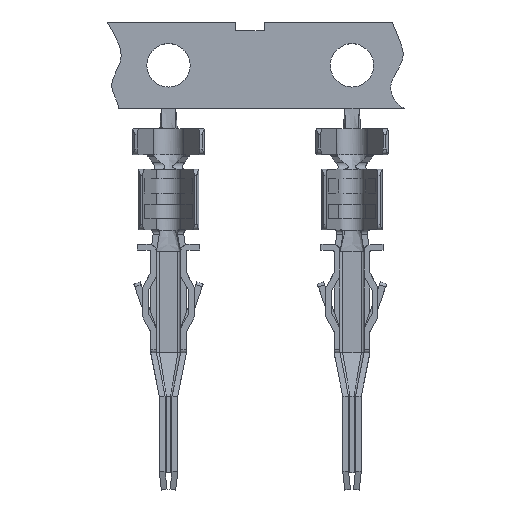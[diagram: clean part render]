
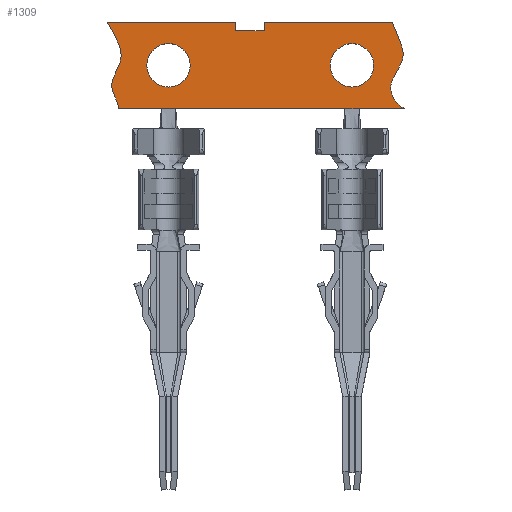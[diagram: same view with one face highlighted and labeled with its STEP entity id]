
A CAD part, top view. The second image highlights one B-rep face of the part: STEP entity #1309.
In plain terms, the highlighted planar face has unit normal (0, 0, 1).
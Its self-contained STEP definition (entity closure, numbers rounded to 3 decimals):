
#1309 = ADVANCED_FACE( '', ( #2710, #2711, #2712 ), #2713, .T. );
#2710 = FACE_BOUND( '', #5378, .T. );
#2711 = FACE_BOUND( '', #5379, .T. );
#2712 = FACE_OUTER_BOUND( '', #5380, .T. );
#2713 = PLANE( '', #5381 );
#5378 = EDGE_LOOP( '', ( #9526 ) );
#5379 = EDGE_LOOP( '', ( #9527 ) );
#5380 = EDGE_LOOP( '', ( #9528, #9529, #9530, #9531, #9532, #9533, #9534, #9535, #9536, #9537, #9538, #9539 ) );
#5381 = AXIS2_PLACEMENT_3D( '', #9540, #9541, #9542 );
#9526 = ORIENTED_EDGE( '', *, *, #11900, .T. );
#9527 = ORIENTED_EDGE( '', *, *, #11872, .T. );
#9528 = ORIENTED_EDGE( '', *, *, #10820, .T. );
#9529 = ORIENTED_EDGE( '', *, *, #12202, .T. );
#9530 = ORIENTED_EDGE( '', *, *, #12018, .T. );
#9531 = ORIENTED_EDGE( '', *, *, #12203, .F. );
#9532 = ORIENTED_EDGE( '', *, *, #10675, .T. );
#9533 = ORIENTED_EDGE( '', *, *, #11189, .T. );
#9534 = ORIENTED_EDGE( '', *, *, #11422, .T. );
#9535 = ORIENTED_EDGE( '', *, *, #12027, .T. );
#9536 = ORIENTED_EDGE( '', *, *, #12204, .T. );
#9537 = ORIENTED_EDGE( '', *, *, #10895, .T. );
#9538 = ORIENTED_EDGE( '', *, *, #11585, .T. );
#9539 = ORIENTED_EDGE( '', *, *, #12205, .T. );
#9540 = CARTESIAN_POINT( '', ( -3.175, 0.7, -0.002 ) );
#9541 = DIRECTION( '', ( 0., 0., 1. ) );
#9542 = DIRECTION( '', ( 1., 0., 0. ) );
#10675 = EDGE_CURVE( '', #12708, #12709, #12710, .T. );
#10820 = EDGE_CURVE( '', #12954, #12955, #12956, .T. );
#10895 = EDGE_CURVE( '', #13080, #13084, #13086, .T. );
#11189 = EDGE_CURVE( '', #12709, #13564, #13566, .F. );
#11422 = EDGE_CURVE( '', #13564, #13930, #13931, .T. );
#11585 = EDGE_CURVE( '', #13084, #14169, #14171, .T. );
#11872 = EDGE_CURVE( '', #14562, #14562, #14563, .T. );
#11900 = EDGE_CURVE( '', #14601, #14601, #14602, .T. );
#12018 = EDGE_CURVE( '', #14745, #14749, #14751, .T. );
#12027 = EDGE_CURVE( '', #13930, #14570, #14762, .F. );
#12202 = EDGE_CURVE( '', #12955, #14745, #14957, .T. );
#12203 = EDGE_CURVE( '', #12708, #14749, #14958, .T. );
#12204 = EDGE_CURVE( '', #14570, #13080, #14959, .T. );
#12205 = EDGE_CURVE( '', #14169, #12954, #14960, .T. );
#12708 = VERTEX_POINT( '', #15817 );
#12709 = VERTEX_POINT( '', #15818 );
#12710 = LINE( '', #15819, #15820 );
#12954 = VERTEX_POINT( '', #16247 );
#12955 = VERTEX_POINT( '', #16248 );
#12956 = LINE( '', #16249, #16250 );
#13080 = VERTEX_POINT( '', #16459 );
#13084 = VERTEX_POINT( '', #16469 );
#13086 = B_SPLINE_CURVE_WITH_KNOTS( '', 3, ( #16472, #16473, #16474, #16475, #16476, #16477 ), .UNSPECIFIED., .F., .F., ( 4, 1, 1, 4 ), ( 0., 0.333, 0.67, 1. ), .UNSPECIFIED. );
#13564 = VERTEX_POINT( '', #17408 );
#13566 = LINE( '', #17413, #17414 );
#13930 = VERTEX_POINT( '', #18169 );
#13931 = LINE( '', #18170, #18171 );
#14169 = VERTEX_POINT( '', #18640 );
#14171 = LINE( '', #18643, #18644 );
#14562 = VERTEX_POINT( '', #19382 );
#14563 = CIRCLE( '', #19383, 0.75 );
#14570 = VERTEX_POINT( '', #19393 );
#14601 = VERTEX_POINT( '', #19443 );
#14602 = CIRCLE( '', #19444, 0.75 );
#14745 = VERTEX_POINT( '', #19681 );
#14749 = VERTEX_POINT( '', #19687 );
#14751 = LINE( '', #19690, #19691 );
#14762 = LINE( '', #19709, #19710 );
#14957 = LINE( '', #20076, #20077 );
#14958 = B_SPLINE_CURVE_WITH_KNOTS( '', 3, ( #20078, #20079, #20080, #20081, #20082, #20083, #20084, #20085 ), .UNSPECIFIED., .F., .F., ( 4, 3, 1, 4 ), ( 0., 0.539, 0.779, 1. ), .UNSPECIFIED. );
#14959 = LINE( '', #20086, #20087 );
#14960 = LINE( '', #20088, #20089 );
#15817 = CARTESIAN_POINT( '', ( -8.095, 0.7, -0.002 ) );
#15818 = CARTESIAN_POINT( '', ( -6.6, 0.7, -0.002 ) );
#15819 = CARTESIAN_POINT( '', ( -3.175, 0.7, -0.002 ) );
#15820 = VECTOR( '', #20528, 1000. );
#16247 = CARTESIAN_POINT( '', ( -3.036, 3.404, -0.002 ) );
#16248 = CARTESIAN_POINT( '', ( -4.036, 3.404, -0.002 ) );
#16249 = CARTESIAN_POINT( '', ( -3.036, 3.404, -0.002 ) );
#16250 = VECTOR( '', #20668, 1000. );
#16459 = CARTESIAN_POINT( '', ( 1.822, 0.7, -0.002 ) );
#16469 = CARTESIAN_POINT( '', ( 1.394, 3.7, -0.002 ) );
#16472 = CARTESIAN_POINT( '', ( 1.822, 0.7, -0.002 ) );
#16473 = CARTESIAN_POINT( '', ( 1.575, 0.81, -0.002 ) );
#16474 = CARTESIAN_POINT( '', ( 1.04, 1.471, -0.002 ) );
#16475 = CARTESIAN_POINT( '', ( 2.041, 2.467, -0.002 ) );
#16476 = CARTESIAN_POINT( '', ( 1.595, 3.145, -0.002 ) );
#16477 = CARTESIAN_POINT( '', ( 1.394, 3.7, -0.002 ) );
#17408 = CARTESIAN_POINT( '', ( -6.1, 0.7, -0.002 ) );
#17413 = CARTESIAN_POINT( '', ( -6.1, 0.7, -0.002 ) );
#17414 = VECTOR( '', #21022, 1000. );
#18169 = CARTESIAN_POINT( '', ( -0.25, 0.7, -0.002 ) );
#18170 = CARTESIAN_POINT( '', ( -3.175, 0.7, -0.002 ) );
#18171 = VECTOR( '', #21236, 1000. );
#18640 = CARTESIAN_POINT( '', ( -3.036, 3.7, -0.002 ) );
#18643 = CARTESIAN_POINT( '', ( 3.175, 3.7, -0.002 ) );
#18644 = VECTOR( '', #21380, 1000. );
#19382 = CARTESIAN_POINT( '', ( 0.75, 2.2, -0.002 ) );
#19383 = AXIS2_PLACEMENT_3D( '', #21619, #21620, #21621 );
#19393 = CARTESIAN_POINT( '', ( 0.25, 0.7, -0.002 ) );
#19443 = CARTESIAN_POINT( '', ( -7.1, 2.2, -0.002 ) );
#19444 = AXIS2_PLACEMENT_3D( '', #21641, #21642, #21643 );
#19681 = CARTESIAN_POINT( '', ( -4.036, 3.7, -0.002 ) );
#19687 = CARTESIAN_POINT( '', ( -8.467, 3.7, -0.002 ) );
#19690 = CARTESIAN_POINT( '', ( 3.175, 3.7, -0.002 ) );
#19691 = VECTOR( '', #21750, 1000. );
#19709 = CARTESIAN_POINT( '', ( 0.25, 0.7, -0.002 ) );
#19710 = VECTOR( '', #21759, 1000. );
#20076 = CARTESIAN_POINT( '', ( -4.036, 3.404, -0.002 ) );
#20077 = VECTOR( '', #21872, 1000. );
#20078 = CARTESIAN_POINT( '', ( -8.095, 0.7, -0.002 ) );
#20079 = CARTESIAN_POINT( '', ( -7.998, 0.77, -0.002 ) );
#20080 = CARTESIAN_POINT( '', ( -8.299, 1.169, -0.002 ) );
#20081 = CARTESIAN_POINT( '', ( -8.313, 1.489, -0.002 ) );
#20082 = CARTESIAN_POINT( '', ( -8.326, 1.802, -0.002 ) );
#20083 = CARTESIAN_POINT( '', ( -7.799, 2.371, -0.002 ) );
#20084 = CARTESIAN_POINT( '', ( -8.09, 3.058, -0.002 ) );
#20085 = CARTESIAN_POINT( '', ( -8.467, 3.7, -0.002 ) );
#20086 = CARTESIAN_POINT( '', ( -3.175, 0.7, -0.002 ) );
#20087 = VECTOR( '', #21873, 1000. );
#20088 = CARTESIAN_POINT( '', ( -3.036, 3.7, -0.002 ) );
#20089 = VECTOR( '', #21874, 1000. );
#20528 = DIRECTION( '', ( 1., 0., 0. ) );
#20668 = DIRECTION( '', ( -1., 0., 0. ) );
#21022 = DIRECTION( '', ( -1., 0., 0. ) );
#21236 = DIRECTION( '', ( 1., 0., 0. ) );
#21380 = DIRECTION( '', ( -1., 0., 0. ) );
#21619 = CARTESIAN_POINT( '', ( 0., 2.2, -0.002 ) );
#21620 = DIRECTION( '', ( 0., 0., -1. ) );
#21621 = DIRECTION( '', ( 1., 0., 0. ) );
#21641 = CARTESIAN_POINT( '', ( -6.35, 2.2, -0.002 ) );
#21642 = DIRECTION( '', ( 0., 0., -1. ) );
#21643 = DIRECTION( '', ( -1., 0., 0. ) );
#21750 = DIRECTION( '', ( -1., 0., 0. ) );
#21759 = DIRECTION( '', ( -1., 0., 0. ) );
#21872 = DIRECTION( '', ( 0., 1., 0. ) );
#21873 = DIRECTION( '', ( 1., 0., 0. ) );
#21874 = DIRECTION( '', ( 0., -1., 0. ) );
